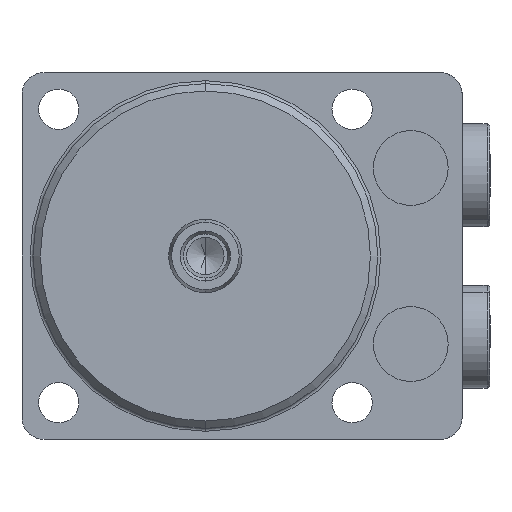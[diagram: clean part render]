
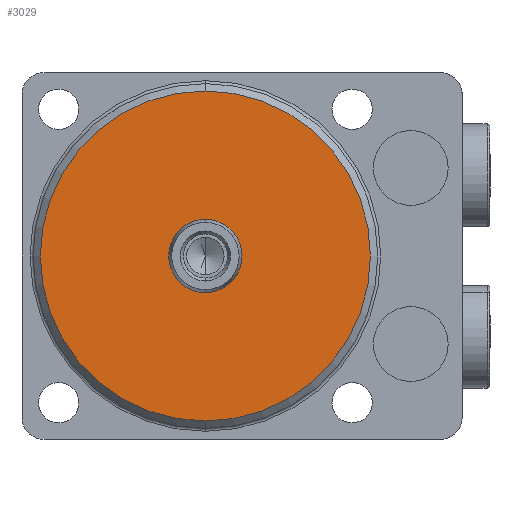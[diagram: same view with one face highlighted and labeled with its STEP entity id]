
A CAD part, front view. The second image highlights one B-rep face of the part: STEP entity #3029.
In plain terms, the highlighted planar face has unit normal (0, -1, 0).
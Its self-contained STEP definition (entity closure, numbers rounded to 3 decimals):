
#130 = VERTEX_POINT ( 'NONE', #5218 ) ;
#149 = VERTEX_POINT ( 'NONE', #3704 ) ;
#193 = VERTEX_POINT ( 'NONE', #3619 ) ;
#299 = ORIENTED_EDGE ( 'NONE', *, *, #4750, .T. ) ;
#310 = ORIENTED_EDGE ( 'NONE', *, *, #5062, .T. ) ;
#375 = ORIENTED_EDGE ( 'NONE', *, *, #5074, .T. ) ;
#379 = ORIENTED_EDGE ( 'NONE', *, *, #4635, .T. ) ;
#954 = VERTEX_POINT ( 'NONE', #3225 ) ;
#1021 = CIRCLE ( 'NONE', #4411, 22.5 ) ;
#1036 = CIRCLE ( 'NONE', #4419, 5. ) ;
#1407 = CIRCLE ( 'NONE', #4578, 22.5 ) ;
#1420 = CIRCLE ( 'NONE', #4580, 5. ) ;
#1457 = FACE_OUTER_BOUND ( 'NONE', #2762, .T. ) ;
#1460 = FACE_BOUND ( 'NONE', #2767, .T. ) ;
#1606 = DIRECTION ( 'NONE',  ( 0., 0., 1. ) ) ;
#1610 = DIRECTION ( 'NONE',  ( 0., -1., 0. ) ) ;
#1619 = CARTESIAN_POINT ( 'NONE',  ( 0., 0., 0. ) ) ;
#1748 = DIRECTION ( 'NONE',  ( 0., 0., 1. ) ) ;
#1751 = DIRECTION ( 'NONE',  ( 0., 1., 0. ) ) ;
#1755 = CARTESIAN_POINT ( 'NONE',  ( 0., 0., 0. ) ) ;
#2071 = DIRECTION ( 'NONE',  ( 0., 0., 1. ) ) ;
#2072 = DIRECTION ( 'NONE',  ( 0., 1., 0. ) ) ;
#2075 = PLANE ( 'NONE',  #4602 ) ;
#2087 = CARTESIAN_POINT ( 'NONE',  ( -25., 0., 25. ) ) ;
#2175 = DIRECTION ( 'NONE',  ( 0., -1., 0. ) ) ;
#2179 = CARTESIAN_POINT ( 'NONE',  ( 0., 0., 0. ) ) ;
#2188 = DIRECTION ( 'NONE',  ( 0., 0., 1. ) ) ;
#2280 = DIRECTION ( 'NONE',  ( 0., 0., 1. ) ) ;
#2281 = DIRECTION ( 'NONE',  ( 0., 1., 0. ) ) ;
#2283 = CARTESIAN_POINT ( 'NONE',  ( 0., 0., 0. ) ) ;
#2762 = EDGE_LOOP ( 'NONE', ( #299, #375 ) ) ;
#2767 = EDGE_LOOP ( 'NONE', ( #379, #310 ) ) ;
#3029 = ADVANCED_FACE ( 'NONE', ( #1460, #1457 ), #2075, .F. ) ;
#3225 = CARTESIAN_POINT ( 'NONE',  ( 0., 0., -5. ) ) ;
#3619 = CARTESIAN_POINT ( 'NONE',  ( 0., 0., -22.5 ) ) ;
#3704 = CARTESIAN_POINT ( 'NONE',  ( 0., 0., 5. ) ) ;
#4411 = AXIS2_PLACEMENT_3D ( 'NONE', #2179, #2175, #2188 ) ;
#4419 = AXIS2_PLACEMENT_3D ( 'NONE', #2283, #2281, #2280 ) ;
#4578 = AXIS2_PLACEMENT_3D ( 'NONE', #1619, #1610, #1606 ) ;
#4580 = AXIS2_PLACEMENT_3D ( 'NONE', #1755, #1751, #1748 ) ;
#4602 = AXIS2_PLACEMENT_3D ( 'NONE', #2087, #2072, #2071 ) ;
#4635 = EDGE_CURVE ( 'NONE', #149, #954, #1420, .T. ) ;
#4750 = EDGE_CURVE ( 'NONE', #130, #193, #1407, .T. ) ;
#5062 = EDGE_CURVE ( 'NONE', #954, #149, #1036, .T. ) ;
#5074 = EDGE_CURVE ( 'NONE', #193, #130, #1021, .T. ) ;
#5218 = CARTESIAN_POINT ( 'NONE',  ( 0., 0., 22.5 ) ) ;
